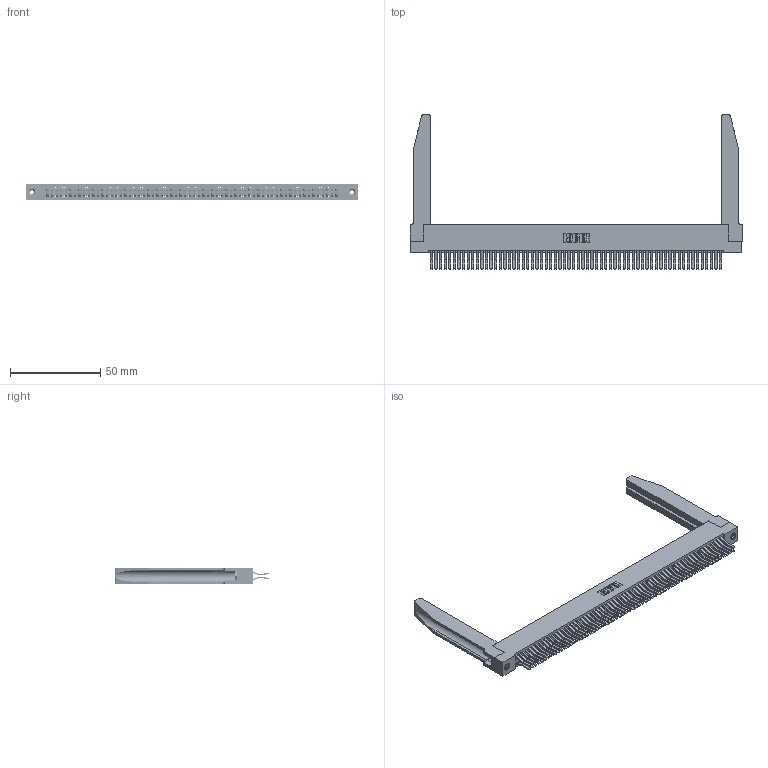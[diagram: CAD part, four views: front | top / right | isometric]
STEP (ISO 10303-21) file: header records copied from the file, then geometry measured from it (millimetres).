
FILE_DESCRIPTION (( 'STEP AP203' ), '1' );
FILE_NAME ('395-128-560-278.STEP', '2019-10-28T21:17:29', ( '' ), ( '' ), 'SwSTEP 2.0', 'SolidWorks 2016', '' );
FILE_SCHEMA (( 'CONFIG_CONTROL_DESIGN' ));
Length unit declared in the file: inch
Products named in the file (5): 395-128-560-278; 345 Part_Flush Mounting Lugs - 0.156 Dia-TH; 345-292-001_560 Tail; 345-250-001_345-250-001-102; 345-220-078_345-220-078
Assembly tree (133 placements, depth 2):
  395-128-560-278
    345 Part_Flush Mounting Lugs - 0.156 Dia-TH
    345-292-001_560 Tail  x128
    345-250-001_345-250-001-102  x2
    345-220-078_345-220-078  x2
Bounding box: 183.79 x 85.41 x 9.4 mm (x, y, z)
Volume: 26667.6 mm3; surface area: 37355.5 mm2
Topology: 133 solids, 133 shells, 7016 faces, 20789 edges, 13678 vertices
Faces by surface type: plane 4446, cylinder 2518, bspline 36, cone 12, torus 4
Entity records: 52082 total; most frequent: CARTESIAN_POINT 9627, ORIENTED_EDGE 8458, DIRECTION 7459, EDGE_CURVE 4229, VECTOR 3743, LINE 3743, VERTEX_POINT 2812, AXIS2_PLACEMENT_3D 1858
